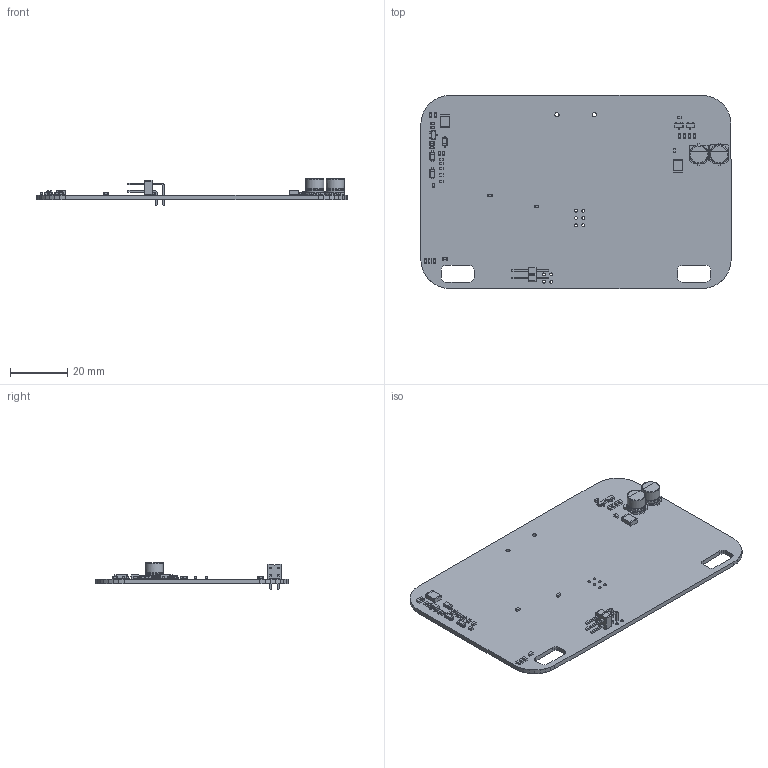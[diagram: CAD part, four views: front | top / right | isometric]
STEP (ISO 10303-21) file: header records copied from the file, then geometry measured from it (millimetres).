
FILE_DESCRIPTION(('KiCad electronic assembly'),'2;1');
FILE_NAME('oshw2018badgeprototype.step','2018-08-18T16:37:57',( 'An Author'),('A Company'),'Open CASCADE STEP processor 6.8', 'KiCad to STEP converter','Unknown');
FILE_SCHEMA(('AUTOMOTIVE_DESIGN_CC2 { 1 2 10303 214 -1 1 5 4 }'));
Length unit declared in the file: millimetre
Products named in the file (17): Open CASCADE STEP translator 6.8 1; Socket_Strip_Straight_2x03_Pitch2.54mm; Pin_Header_Angled_2x02_Pitch2.54mm; SOLID; CP_Elec_6.3x5.7; D_SOD-123; L_1812; SOT-23; D_SOT-23; C_0603; COMPOUND
Assembly tree (46 placements, depth 3):
  Open CASCADE STEP translator 6.8 1
    Socket_Strip_Straight_2x03_Pitch2.54mm
    Pin_Header_Angled_2x02_Pitch2.54mm
      SOLID
    CP_Elec_6.3x5.7  x2
      SOLID
    D_SOD-123  x3
      SOLID
    L_1812  x2
      SOLID
    SOT-23
      SOLID
    D_SOT-23  x2
      SOLID
    C_0603  x26
      SOLID
    COMPOUND
Bounding box: 108 x 67.17 x 9.34 mm (x, y, z)
Volume: 11778.7 mm3; surface area: 15821.6 mm2
Topology: 38 solids, 38 shells, 1492 faces, 3759 edges, 2412 vertices
Faces by surface type: plane 883, cylinder 436, bspline 163, torus 8, revolution 2
Full cylindrical faces by diameter (mm): 1 x10, 1.5 x2, 6.3 x4
Entity records: 46872 total; most frequent: CARTESIAN_POINT 18542, DIRECTION 4287, LINE 2899, VECTOR 2899, ORIENTED_EDGE 2584, PCURVE 2584, DEFINITIONAL_REPRESENTATION 2584, EDGE_CURVE 1292
